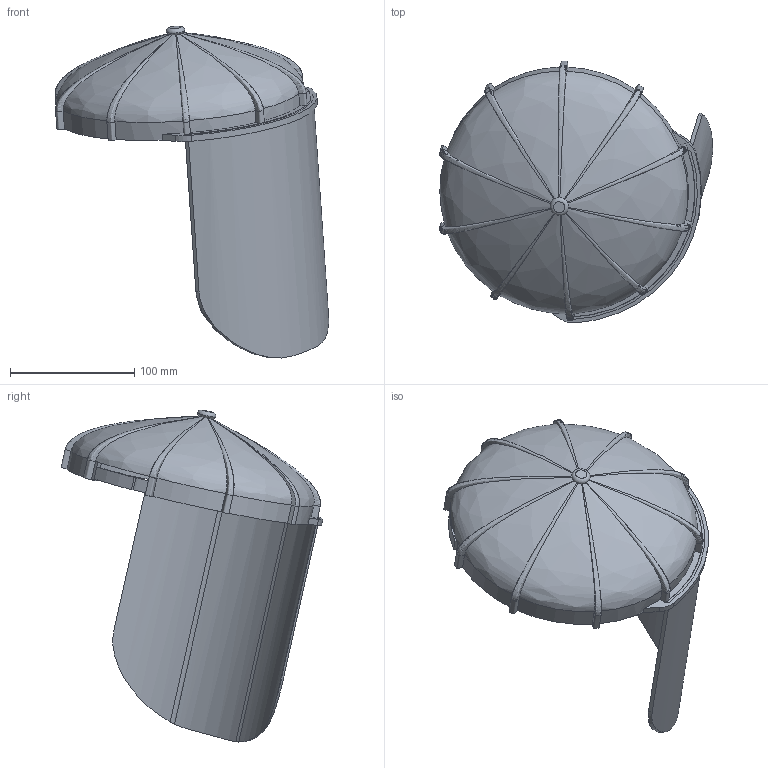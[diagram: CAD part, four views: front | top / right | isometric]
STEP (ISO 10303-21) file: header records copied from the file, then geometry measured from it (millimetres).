
FILE_DESCRIPTION(/* description */ (''),/* implementation_level */ '2;1');
FILE_NAME(/* name */ 'Face shield Nguni v4.step',/* time_stamp */ '2020-06-25T19:27:11+01:00',/* author */ (''),/* organization */ (''),/* preprocessor_version */ 'ST-DEVELOPER v18.1',/* originating_system */ 'Autodesk Translation Framework v9.2.0.1227',/* authorisation */ '');
FILE_SCHEMA (('AUTOMOTIVE_DESIGN { 1 0 10303 214 3 1 1 }'));
Length unit declared in the file: millimetre
Products named in the file (4): Face shield Nguni; Cap; Plastic; Component3
Assembly tree (3 placements, depth 2):
  Face shield Nguni
    Cap
    Plastic
    Component3
Bounding box: 219.83 x 210.58 x 267.07 mm (x, y, z)
Volume: 295222.5 mm3; surface area: 182359.3 mm2
Topology: 3 solids, 3 shells, 91 faces, 233 edges, 149 vertices
Faces by surface type: bspline 43, plane 27, cylinder 19, torus 2
Entity records: 5084 total; most frequent: CARTESIAN_POINT 2973, ORIENTED_EDGE 466, DIRECTION 327, EDGE_CURVE 233, VERTEX_POINT 149, AXIS2_PLACEMENT_3D 124, EDGE_LOOP 96, FACE_OUTER_BOUND 91
